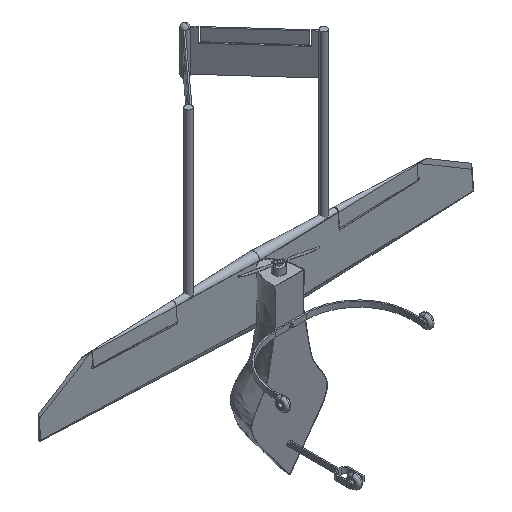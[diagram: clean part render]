
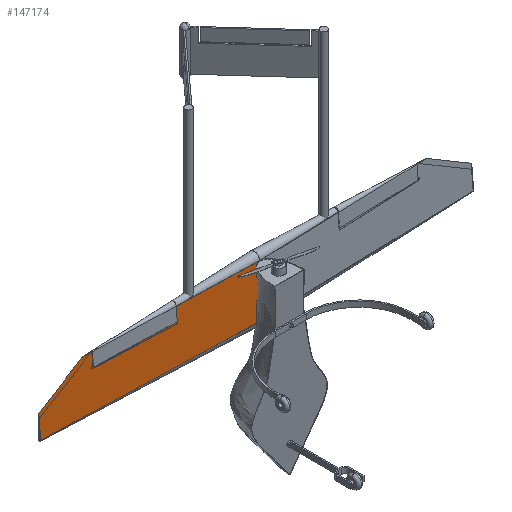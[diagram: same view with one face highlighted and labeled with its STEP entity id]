
A CAD part, isometric view. The second image highlights one B-rep face of the part: STEP entity #147174.
In plain terms, the highlighted free-form (B-spline) face has degree [1, 1] with [2, 2] control points.
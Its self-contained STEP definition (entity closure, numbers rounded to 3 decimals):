
#146766 = VERTEX_POINT('',#146767);
#146767 = CARTESIAN_POINT('',(-1067.383,68.729,
    998.722));
#146781 = VERTEX_POINT('',#146782);
#146782 = CARTESIAN_POINT('',(-21.741,35.816,
    999.511));
#146788 = EDGE_CURVE('',#146766,#146781,#146789,.T.);
#146789 = B_SPLINE_CURVE_WITH_KNOTS('',3,(#146790,#146791,#146792,
    #146793,#146794,#146795,#146796,#146797,#146798,#146799),
  .UNSPECIFIED.,.F.,.F.,(4,2,2,2,4),(0.,0.1,0.2,
    0.4,0.8),.UNSPECIFIED.);
#146790 = CARTESIAN_POINT('',(-1067.383,68.729,
    998.722));
#146791 = CARTESIAN_POINT('',(-1023.815,67.352,
    998.689));
#146792 = CARTESIAN_POINT('',(-980.247,65.977,
    998.681));
#146793 = CARTESIAN_POINT('',(-893.11,63.229,
    998.684));
#146794 = CARTESIAN_POINT('',(-849.542,61.856,
    998.698));
#146795 = CARTESIAN_POINT('',(-718.836,57.738,
    998.758));
#146796 = CARTESIAN_POINT('',(-631.699,54.996,
    998.825));
#146797 = CARTESIAN_POINT('',(-370.289,46.771,
    999.065));
#146798 = CARTESIAN_POINT('',(-196.015,41.292,
    999.277));
#146799 = CARTESIAN_POINT('',(-21.741,35.816,
    999.511));
#146814 = VERTEX_POINT('',#146815);
#146815 = CARTESIAN_POINT('',(-850.772,82.125,
    1235.119));
#146836 = VERTEX_POINT('',#146837);
#146837 = CARTESIAN_POINT('',(-851.987,82.168,
    1235.183));
#146850 = EDGE_CURVE('',#146836,#146814,#146851,.T.);
#146851 = B_SPLINE_CURVE_WITH_KNOTS('',3,(#146852,#146853,#146854,
    #146855,#146856,#146857,#146858,#146859),.UNSPECIFIED.,.F.,.F.,(4,2,
    2,4),(0.,0.,0.,
    0.001),.UNSPECIFIED.);
#146852 = CARTESIAN_POINT('',(-851.987,82.168,
    1235.183));
#146853 = CARTESIAN_POINT('',(-851.887,82.164,
    1235.168));
#146854 = CARTESIAN_POINT('',(-851.785,82.16,
    1235.163));
#146855 = CARTESIAN_POINT('',(-851.583,82.153,
    1235.151));
#146856 = CARTESIAN_POINT('',(-851.482,82.149,
    1235.146));
#146857 = CARTESIAN_POINT('',(-851.178,82.139,
    1235.132));
#146858 = CARTESIAN_POINT('',(-850.975,82.132,
    1235.125));
#146859 = CARTESIAN_POINT('',(-850.772,82.125,
    1235.119));
#147044 = EDGE_CURVE('',#146814,#147045,#147047,.T.);
#147045 = VERTEX_POINT('',#147046);
#147046 = CARTESIAN_POINT('',(-805.973,80.685,
    1234.803));
#147047 = B_SPLINE_CURVE_WITH_KNOTS('',3,(#147048,#147049,#147050,
    #147051,#147052,#147053,#147054,#147055,#147056,#147057,#147058,
    #147059),.UNSPECIFIED.,.F.,.F.,(4,2,2,2,2,4),(0.001,
    0.003,0.005,0.01,
    0.018,0.035),.UNSPECIFIED.);
#147048 = CARTESIAN_POINT('',(-850.772,82.125,
    1235.119));
#147049 = CARTESIAN_POINT('',(-849.839,82.093,
    1235.089));
#147050 = CARTESIAN_POINT('',(-848.906,82.062,
    1235.073));
#147051 = CARTESIAN_POINT('',(-847.04,82.,
    1235.042));
#147052 = CARTESIAN_POINT('',(-846.106,81.97,
    1235.03));
#147053 = CARTESIAN_POINT('',(-843.307,81.879,
    1234.996));
#147054 = CARTESIAN_POINT('',(-841.44,81.818,
    1234.979));
#147055 = CARTESIAN_POINT('',(-835.84,81.638,
    1234.933));
#147056 = CARTESIAN_POINT('',(-832.107,81.518,
    1234.91));
#147057 = CARTESIAN_POINT('',(-820.907,81.16,
    1234.852));
#147058 = CARTESIAN_POINT('',(-813.44,80.922,
    1234.825));
#147059 = CARTESIAN_POINT('',(-805.973,80.685,
    1234.803));
#147093 = VERTEX_POINT('',#147094);
#147094 = CARTESIAN_POINT('',(-413.857,68.313,
    1234.763));
#147102 = EDGE_CURVE('',#147093,#147103,#147105,.T.);
#147103 = VERTEX_POINT('',#147104);
#147104 = CARTESIAN_POINT('',(-21.741,55.984,
    1235.206));
#147105 = B_SPLINE_CURVE_WITH_KNOTS('',3,(#147106,#147107,#147108,
    #147109),.UNSPECIFIED.,.F.,.F.,(4,4),(0.335,0.636)
  ,.PIECEWISE_BEZIER_KNOTS.);
#147106 = CARTESIAN_POINT('',(-413.857,68.313,
    1234.763));
#147107 = CARTESIAN_POINT('',(-283.151,64.2,
    1234.873));
#147108 = CARTESIAN_POINT('',(-152.446,60.091,
    1235.031));
#147109 = CARTESIAN_POINT('',(-21.741,55.984,
    1235.206));
#147159 = VERTEX_POINT('',#147160);
#147160 = CARTESIAN_POINT('',(-1067.383,78.148,
    1108.805));
#147165 = EDGE_CURVE('',#147159,#146836,#147166,.T.);
#147166 = B_SPLINE_CURVE_WITH_KNOTS('',1,(#147167,#147168),
  .UNSPECIFIED.,.F.,.F.,(2,2),(-648.363,-457.272),
  .PIECEWISE_BEZIER_KNOTS.);
#147167 = CARTESIAN_POINT('',(-1067.383,78.148,
    1108.805));
#147168 = CARTESIAN_POINT('',(-851.987,82.168,
    1235.183));
#147174 = ADVANCED_FACE('',(#147175),#147211,.T.);
#147175 = FACE_BOUND('',#147176,.T.);
#147176 = EDGE_LOOP('',(#147177,#147186,#147191,#147192,#147193,#147194,
    #147199,#147200,#147205,#147206));
#147177 = ORIENTED_EDGE('',*,*,#147178,.T.);
#147178 = EDGE_CURVE('',#147179,#147181,#147183,.T.);
#147179 = VERTEX_POINT('',#147180);
#147180 = CARTESIAN_POINT('',(-413.857,62.942,
    1171.994));
#147181 = VERTEX_POINT('',#147182);
#147182 = CARTESIAN_POINT('',(-805.973,75.31,
    1171.994));
#147183 = B_SPLINE_CURVE_WITH_KNOTS('',1,(#147184,#147185),
  .UNSPECIFIED.,.F.,.F.,(2,2),(300.505,600.654),
  .PIECEWISE_BEZIER_KNOTS.);
#147184 = CARTESIAN_POINT('',(-413.857,62.942,
    1171.994));
#147185 = CARTESIAN_POINT('',(-805.973,75.31,
    1171.994));
#147186 = ORIENTED_EDGE('',*,*,#147187,.T.);
#147187 = EDGE_CURVE('',#147181,#147045,#147188,.T.);
#147188 = B_SPLINE_CURVE_WITH_KNOTS('',1,(#147189,#147190),
  .UNSPECIFIED.,.F.,.F.,(2,2),(134.059,182.288),
  .PIECEWISE_BEZIER_KNOTS.);
#147189 = CARTESIAN_POINT('',(-805.973,75.31,
    1171.994));
#147190 = CARTESIAN_POINT('',(-805.973,80.685,
    1234.803));
#147191 = ORIENTED_EDGE('',*,*,#147044,.F.);
#147192 = ORIENTED_EDGE('',*,*,#146850,.F.);
#147193 = ORIENTED_EDGE('',*,*,#147165,.F.);
#147194 = ORIENTED_EDGE('',*,*,#147195,.T.);
#147195 = EDGE_CURVE('',#147159,#146766,#147196,.T.);
#147196 = B_SPLINE_CURVE_WITH_KNOTS('',1,(#147197,#147198),
  .UNSPECIFIED.,.F.,.F.,(2,2),(96.614,181.144),
  .PIECEWISE_BEZIER_KNOTS.);
#147197 = CARTESIAN_POINT('',(-1067.383,78.148,
    1108.805));
#147198 = CARTESIAN_POINT('',(-1067.383,68.729,
    998.722));
#147199 = ORIENTED_EDGE('',*,*,#146788,.T.);
#147200 = ORIENTED_EDGE('',*,*,#147201,.F.);
#147201 = EDGE_CURVE('',#147103,#146781,#147202,.T.);
#147202 = B_SPLINE_CURVE_WITH_KNOTS('',1,(#147203,#147204),
  .UNSPECIFIED.,.F.,.F.,(2,2),(-180.985,0.),
  .PIECEWISE_BEZIER_KNOTS.);
#147203 = CARTESIAN_POINT('',(-21.741,55.984,
    1235.206));
#147204 = CARTESIAN_POINT('',(-21.741,35.816,
    999.511));
#147205 = ORIENTED_EDGE('',*,*,#147102,.F.);
#147206 = ORIENTED_EDGE('',*,*,#147207,.T.);
#147207 = EDGE_CURVE('',#147093,#147179,#147208,.T.);
#147208 = B_SPLINE_CURVE_WITH_KNOTS('',1,(#147209,#147210),
  .UNSPECIFIED.,.F.,.F.,(2,2),(-181.451,-133.253),
  .PIECEWISE_BEZIER_KNOTS.);
#147209 = CARTESIAN_POINT('',(-413.857,68.313,
    1234.763));
#147210 = CARTESIAN_POINT('',(-413.857,62.942,
    1171.994));
#147211 = B_SPLINE_SURFACE_WITH_KNOTS('',1,1,(
    (#147212,#147213)
    ,(#147214,#147215
    )),.UNSPECIFIED.,.F.,.F.,.F.,(2,2),(2,2),(-182.675,
    0.),(-800.395,0.),
  .PIECEWISE_BEZIER_KNOTS.);
#147212 = CARTESIAN_POINT('',(-1067.383,88.913,
    1234.606));
#147213 = CARTESIAN_POINT('',(-21.741,56.172,
    1237.408));
#147214 = CARTESIAN_POINT('',(-1067.383,68.557,
    996.709));
#147215 = CARTESIAN_POINT('',(-21.741,35.816,
    999.511));
